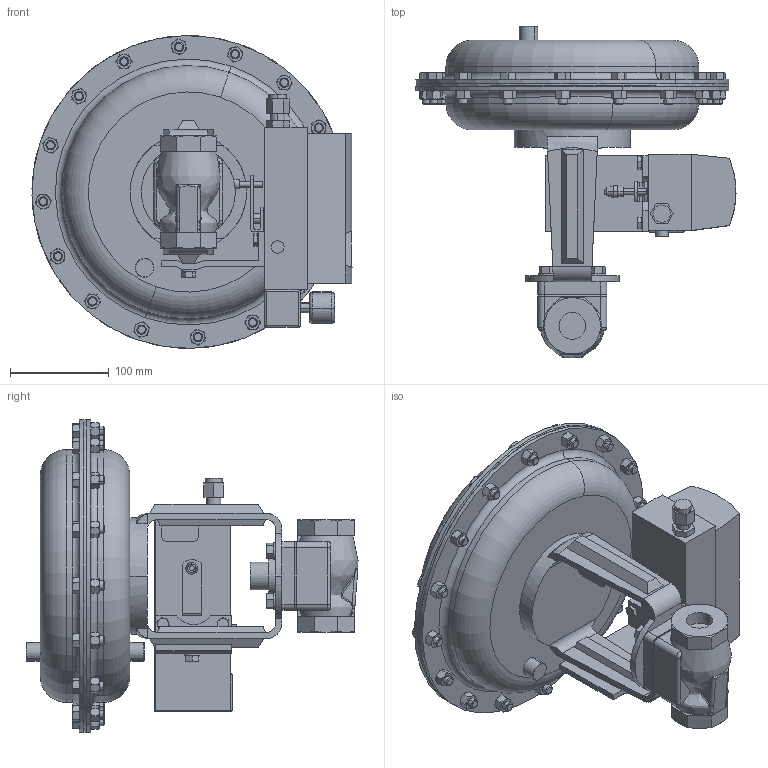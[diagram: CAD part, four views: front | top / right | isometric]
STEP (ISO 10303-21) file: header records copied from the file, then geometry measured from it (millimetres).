
FILE_DESCRIPTION (( 'STEP AP203' ), '1' );
FILE_NAME ('78SP-075-BR+CS+S6-SW-55M-16IQ.step', '2017-09-25T17:08:49', ( '' ), ( '' ), 'SwSTEP 2.0', 'SolidWorks 2014', '' );
FILE_SCHEMA (( 'CONFIG_CONTROL_DESIGN' ));
Length unit declared in the file: inch
Products named in the file (1): 78SP-075-BR+CS+S6-SW-55M-16IQ
Bounding box: 324.8 x 336.97 x 317.42 mm (x, y, z)
Volume: 6519225.9 mm3; surface area: 604612 mm2
Topology: 2 solids, 2 shells, 1222 faces, 2802 edges, 1731 vertices
Faces by surface type: plane 541, cone 399, cylinder 226, torus 34, bspline 20, sphere 2
Entity records: 40613 total; most frequent: CARTESIAN_POINT 14033, ORIENTED_EDGE 5596, DIRECTION 5251, EDGE_CURVE 2798, AXIS2_PLACEMENT_3D 2103, VERTEX_POINT 1731, EDGE_LOOP 1389, ADVANCED_FACE 1222
